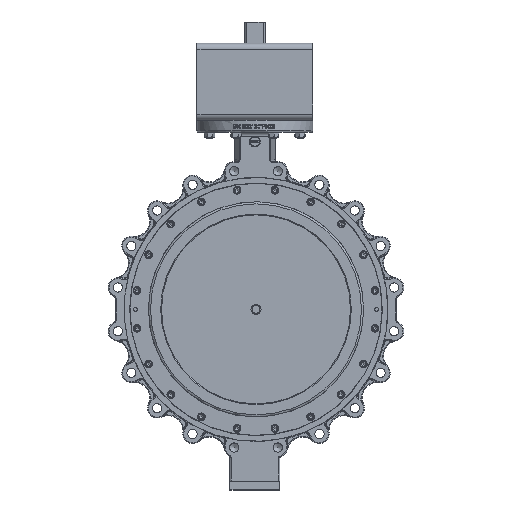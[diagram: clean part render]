
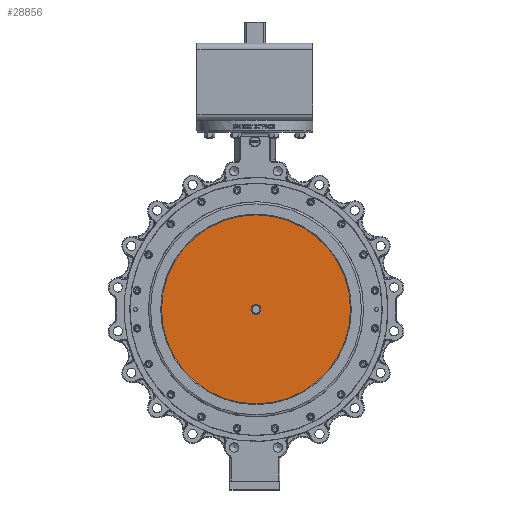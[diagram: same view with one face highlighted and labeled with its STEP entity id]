
A CAD part, top view. The second image highlights one B-rep face of the part: STEP entity #28856.
In plain terms, the highlighted planar face has unit normal (0, 0, 1).
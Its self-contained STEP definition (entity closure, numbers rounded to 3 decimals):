
#9216=CARTESIAN_POINT('',(-245.,0.,68.));
#9217=VERTEX_POINT('',#9216);
#9218=CARTESIAN_POINT('',(0.,0.,68.));
#9219=DIRECTION('',(0.,0.,1.));
#9220=DIRECTION('',(-1.0,0.,0.));
#9221=AXIS2_PLACEMENT_3D('',#9218,#9219,#9220);
#9222=CIRCLE('',#9221,245.0);
#9223=EDGE_CURVE('',#9217,#9217,#9222,.T.);
#28837=CARTESIAN_POINT('',(-122.5,0.,68.));
#28838=DIRECTION('',(0.,0.,1.));
#28839=DIRECTION('',(0.,-1.,0.));
#28840=AXIS2_PLACEMENT_3D('',#28837,#28838,#28839);
#28841=PLANE('',#28840);
#28842=ORIENTED_EDGE('',*,*,#9223,.T.);
#28843=EDGE_LOOP('',(#28842));
#28844=FACE_OUTER_BOUND('',#28843,.T.);
#28845=CARTESIAN_POINT('',(13.,0.,68.));
#28846=VERTEX_POINT('',#28845);
#28847=CARTESIAN_POINT('',(0.,0.,68.));
#28848=DIRECTION('',(0.,0.,1.));
#28849=DIRECTION('',(-1.0,0.,0.));
#28850=AXIS2_PLACEMENT_3D('',#28847,#28848,#28849);
#28851=CIRCLE('',#28850,13.0);
#28852=EDGE_CURVE('',#28846,#28846,#28851,.T.);
#28853=ORIENTED_EDGE('',*,*,#28852,.F.);
#28854=EDGE_LOOP('',(#28853));
#28855=FACE_BOUND('',#28854,.T.);
#28856=ADVANCED_FACE('',(#28844,#28855),#28841,.T.);
